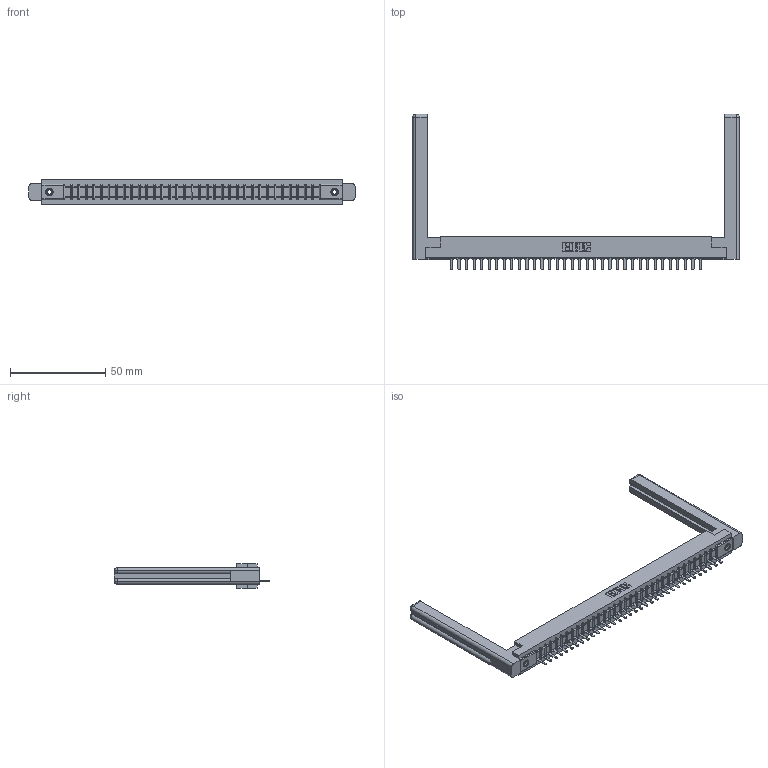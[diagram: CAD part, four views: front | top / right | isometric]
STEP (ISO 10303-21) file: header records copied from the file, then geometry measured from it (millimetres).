
FILE_DESCRIPTION (( 'STEP AP203' ), '1' );
FILE_NAME ('357-034-421-158.STEP', '2020-10-02T10:34:41', ( '' ), ( '' ), 'SwSTEP 2.0', 'SolidWorks 2020', '' );
FILE_SCHEMA (( 'CONFIG_CONTROL_DESIGN' ));
Length unit declared in the file: inch
Products named in the file (5): 345-250-001_345-250-001-102; 307-290-002_521; 357-034-421-158; 307 Part_.156 Dia Mounting Holes; 307-220-058
Assembly tree (39 placements, depth 2):
  357-034-421-158
    307 Part_.156 Dia Mounting Holes
    307-290-002_521  x34
    307-220-058  x2
    345-250-001_345-250-001-102  x2
Bounding box: 171.35 x 81.74 x 12.7 mm (x, y, z)
Volume: 25399 mm3; surface area: 27645.3 mm2
Topology: 39 solids, 39 shells, 2811 faces, 8565 edges, 5602 vertices
Faces by surface type: plane 1684, cylinder 1033, sphere 70, torus 12, cone 12
Entity records: 33485 total; most frequent: CARTESIAN_POINT 5655, ORIENTED_EDGE 5584, DIRECTION 5458, EDGE_CURVE 2792, LINE 2132, VECTOR 2132, VERTEX_POINT 1806, AXIS2_PLACEMENT_3D 1663
